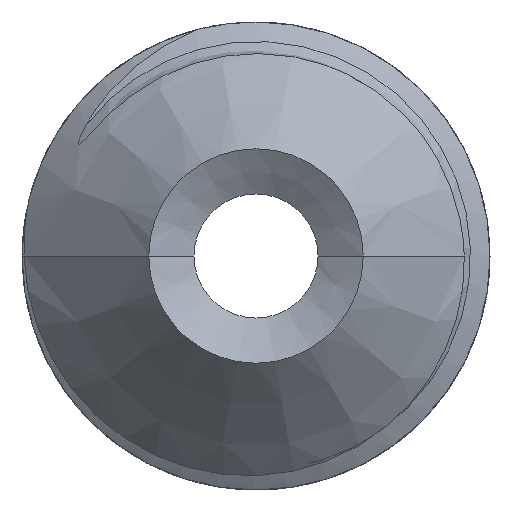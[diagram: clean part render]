
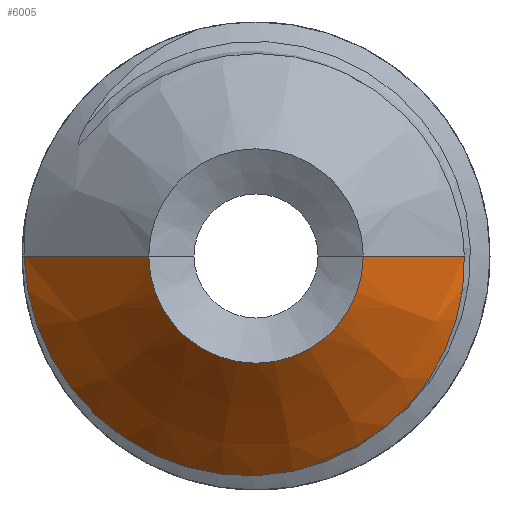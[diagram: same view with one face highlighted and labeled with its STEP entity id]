
A CAD part, left-side view. The second image highlights one B-rep face of the part: STEP entity #6005.
In plain terms, the highlighted conical face has half-angle 45 degrees and reference radius 2.175 mm.
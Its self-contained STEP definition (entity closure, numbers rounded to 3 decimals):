
#2407=CARTESIAN_POINT('',(1.375,-1.677,-2.18));
#2408=CARTESIAN_POINT('',(1.38,-1.562,
-2.275));
#2409=CARTESIAN_POINT('',(1.391,-1.317,
-2.447));
#2410=CARTESIAN_POINT('',(1.408,-0.914,
-2.64));
#2411=CARTESIAN_POINT('',(1.424,-0.489,
-2.768));
#2412=CARTESIAN_POINT('',(1.44,-0.044,
-2.826));
#2413=CARTESIAN_POINT('',(1.456,0.404,
-2.814));
#2414=CARTESIAN_POINT('',(1.472,0.847,
-2.73));
#2415=CARTESIAN_POINT('',(1.488,1.274,-2.577));
#2416=CARTESIAN_POINT('',(1.504,1.681,-2.353));
#2417=CARTESIAN_POINT('',(1.52,2.047,-2.064));
#2418=CARTESIAN_POINT('',(1.536,2.361,-1.724));
#2419=CARTESIAN_POINT('',(1.552,2.613,-1.344));
#2420=CARTESIAN_POINT('',(1.568,2.808,
-0.92));
#2421=CARTESIAN_POINT('',(1.584,2.935,
-0.465));
#2422=CARTESIAN_POINT('',(1.594,2.969,
-0.155));
#2423=CARTESIAN_POINT('',(1.6,2.975,0.));
#2505=CARTESIAN_POINT('',(0.,0.,0.));
#2506=DIRECTION('',(-1.,0.,0.));
#2507=DIRECTION('',(0.,1.,0.));
#2508=AXIS2_PLACEMENT_3D('',#2505,#2506,#2507);
#2510=DIRECTION('',(0.707,0.707,0.));
#2511=VECTOR('',#2510,2.262);
#2512=CARTESIAN_POINT('',(0.,1.375,0.));
#2513=LINE('',#2512,#2511);
#2514=DIRECTION('',(0.707,-0.707,0.));
#2515=VECTOR('',#2514,1.832);
#2516=CARTESIAN_POINT('',(0.,-1.375,0.));
#2517=LINE('',#2516,#2515);
#2826=CARTESIAN_POINT('',(1.295,-2.67,
0.));
#2827=CARTESIAN_POINT('',(1.299,-2.674,
-0.135));
#2828=CARTESIAN_POINT('',(1.307,-2.661,
-0.408));
#2829=CARTESIAN_POINT('',(1.319,-2.579,
-0.817));
#2830=CARTESIAN_POINT('',(1.332,-2.434,
-1.21));
#2831=CARTESIAN_POINT('',(1.346,-2.234,
-1.57));
#2832=CARTESIAN_POINT('',(1.36,-1.984,
-1.897));
#2833=CARTESIAN_POINT('',(1.37,-1.784,
-2.091));
#2834=CARTESIAN_POINT('',(1.375,-1.677,-2.18));
#3211=CARTESIAN_POINT('',(0.,1.375,0.));
#3212=CARTESIAN_POINT('',(1.6,2.975,0.));
#3213=VERTEX_POINT('',#3211);
#3214=VERTEX_POINT('',#3212);
#3215=CARTESIAN_POINT('',(0.,-1.375,0.));
#3216=CARTESIAN_POINT('',(1.295,-2.67,
0.));
#3217=VERTEX_POINT('',#3215);
#3218=VERTEX_POINT('',#3216);
#3274=VERTEX_POINT('',#2834);
#5989=CARTESIAN_POINT('',(0.8,0.,0.));
#5990=DIRECTION('',(1.,0.,0.));
#5991=DIRECTION('',(0.,-1.,0.));
#5992=AXIS2_PLACEMENT_3D('',#5989,#5990,#5991);
#5993=CONICAL_SURFACE('',#5992,2.175,45.);
#5995=ORIENTED_EDGE('',*,*,#5994,.F.);
#5997=ORIENTED_EDGE('',*,*,#5996,.T.);
#5999=ORIENTED_EDGE('',*,*,#5998,.T.);
#6001=ORIENTED_EDGE('',*,*,#6000,.T.);
#6002=ORIENTED_EDGE('',*,*,#5977,.T.);
#6003=EDGE_LOOP('',(#5995,#5997,#5999,#6001,#6002));
#6004=FACE_OUTER_BOUND('',#6003,.F.);
#2424=B_SPLINE_CURVE_WITH_KNOTS('',3,(#2407,#2408,#2409,#2410,#2411,#2412,#2413,
#2414,#2415,#2416,#2417,#2418,#2419,#2420,#2421,#2422,#2423),.UNSPECIFIED.,.F.,
.F.,(4,1,1,1,1,1,1,1,1,1,1,1,1,1,4),(0.,0.071,0.143,
0.214,0.286,0.357,0.429,0.5,
0.571,0.643,0.714,0.786,
0.857,0.929,1.),.UNSPECIFIED.);
#2509=CIRCLE('',#2508,1.375);
#2835=B_SPLINE_CURVE_WITH_KNOTS('',3,(#2826,#2827,#2828,#2829,#2830,#2831,#2832,
#2833,#2834),.UNSPECIFIED.,.F.,.F.,(4,1,1,1,1,1,4),(0.,0.167,
0.333,0.5,0.667,0.833,1.),
.UNSPECIFIED.);
#5977=EDGE_CURVE('',#3274,#3214,#2424,.T.);
#5994=EDGE_CURVE('',#3213,#3214,#2513,.T.);
#5996=EDGE_CURVE('',#3213,#3217,#2509,.T.);
#5998=EDGE_CURVE('',#3217,#3218,#2517,.T.);
#6000=EDGE_CURVE('',#3218,#3274,#2835,.T.);
#6005=ADVANCED_FACE('',(#6004),#5993,.T.);
